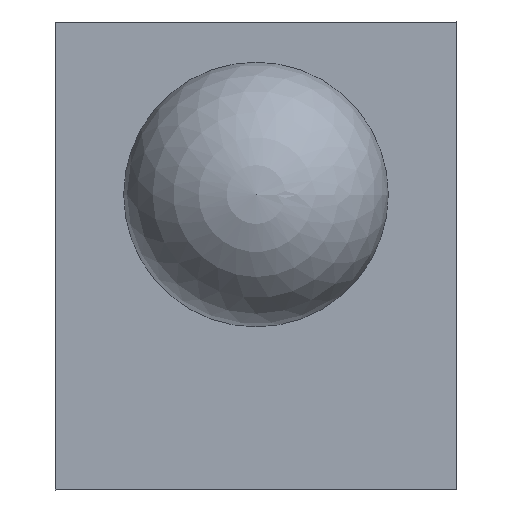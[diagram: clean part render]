
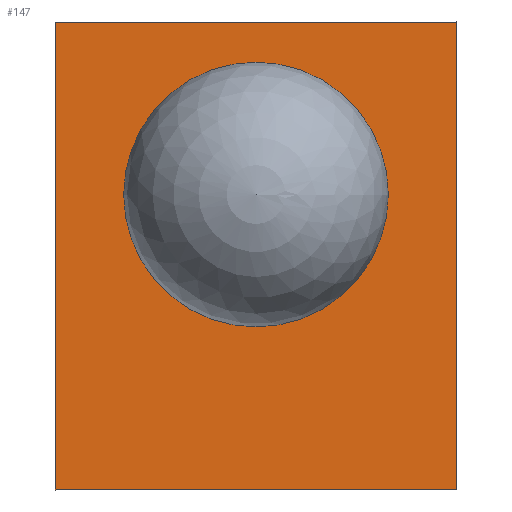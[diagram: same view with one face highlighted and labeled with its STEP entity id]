
A CAD part, front view. The second image highlights one B-rep face of the part: STEP entity #147.
In plain terms, the highlighted planar face has unit normal (0, -1, 0).
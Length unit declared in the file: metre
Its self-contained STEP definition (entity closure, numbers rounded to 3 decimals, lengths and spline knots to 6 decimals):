
#15=LINE('',#262,#27);
#19=LINE('',#270,#31);
#22=LINE('',#276,#34);
#24=LINE('',#279,#36);
#27=VECTOR('',#220,1.);
#31=VECTOR('',#226,1.);
#34=VECTOR('',#231,1.);
#36=VECTOR('',#235,1.);
#68=ORIENTED_EDGE('',*,*,#93,.F.);
#69=ORIENTED_EDGE('',*,*,#83,.F.);
#70=ORIENTED_EDGE('',*,*,#87,.T.);
#71=ORIENTED_EDGE('',*,*,#90,.F.);
#72=ORIENTED_EDGE('',*,*,#92,.F.);
#83=EDGE_CURVE('',#98,#99,#15,.T.);
#87=EDGE_CURVE('',#98,#101,#19,.T.);
#90=EDGE_CURVE('',#103,#101,#22,.T.);
#92=EDGE_CURVE('',#99,#103,#24,.T.);
#93=EDGE_CURVE('',#104,#104,#107,.T.);
#98=VERTEX_POINT('',#261);
#99=VERTEX_POINT('',#263);
#101=VERTEX_POINT('',#269);
#103=VERTEX_POINT('',#275);
#104=VERTEX_POINT('',#282);
#107=CIRCLE('',#200,0.001422);
#115=EDGE_LOOP('',(#68));
#116=EDGE_LOOP('',(#69,#70,#71,#72));
#127=FACE_BOUND('',#115,.T.);
#128=FACE_BOUND('',#116,.T.);
#138=PLANE('',#199);
#147=ADVANCED_FACE('',(#127,#128),#138,.T.);
#199=AXIS2_PLACEMENT_3D('',#280,#236,#237);
#200=AXIS2_PLACEMENT_3D('',#281,#238,#239);
#220=DIRECTION('',(1.,0.,0.));
#226=DIRECTION('',(0.,0.,-1.));
#231=DIRECTION('',(-1.,0.,0.));
#235=DIRECTION('',(0.,0.,-1.));
#236=DIRECTION('',(0.,-1.,0.));
#237=DIRECTION('',(1.,0.,0.));
#238=DIRECTION('',(0.,-1.,0.));
#239=DIRECTION('',(0.,0.,-1.));
#261=CARTESIAN_POINT('',(-0.002159,-0.006096,0.005029));
#262=CARTESIAN_POINT('',(0.,-0.006096,0.005029));
#263=CARTESIAN_POINT('',(0.002159,-0.006096,0.005029));
#269=CARTESIAN_POINT('',(-0.002159,-0.006096,0.));
#270=CARTESIAN_POINT('',(-0.002159,-0.006096,0.002515));
#275=CARTESIAN_POINT('',(0.002159,-0.006096,0.));
#276=CARTESIAN_POINT('',(0.,-0.006096,0.));
#279=CARTESIAN_POINT('',(0.002159,-0.006096,0.002515));
#280=CARTESIAN_POINT('',(0.,-0.006096,0.002515));
#281=CARTESIAN_POINT('',(0.,-0.006096,0.003175));
#282=CARTESIAN_POINT('',(0.,-0.006096,0.001753));
